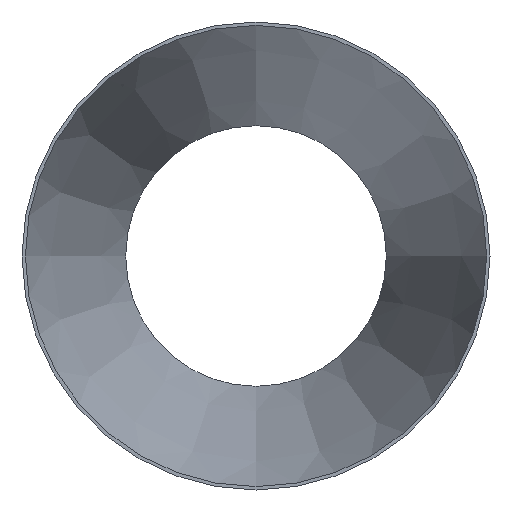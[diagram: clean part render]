
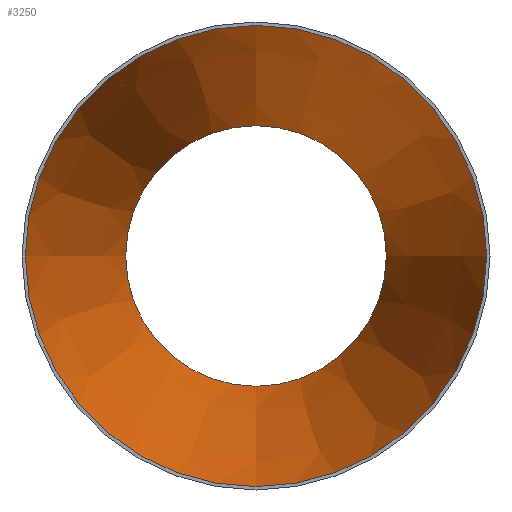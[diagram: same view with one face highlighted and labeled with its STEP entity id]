
A CAD part, front view. The second image highlights one B-rep face of the part: STEP entity #3250.
In plain terms, the highlighted conical face has half-angle 14.027 degrees and reference radius 350.446 mm.
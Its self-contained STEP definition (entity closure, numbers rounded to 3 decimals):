
#1502 = CARTESIAN_POINT ( 'NONE',  ( 0., 0., 0. ) ) ;
#1719 = DIRECTION ( 'NONE',  ( 0., -1., 0. ) ) ;
#3250 = ADVANCED_FACE ( 'NONE', ( #26726, #8147 ), #11489, .F. ) ;
#3257 = CARTESIAN_POINT ( 'NONE',  ( 0., 0., -350.446 ) ) ;
#5417 = EDGE_LOOP ( 'NONE', ( #20592 ) ) ;
#8147 = FACE_OUTER_BOUND ( 'NONE', #5417, .T. ) ;
#9005 = CIRCLE ( 'NONE', #27441, 350.446 ) ;
#9879 = VERTEX_POINT ( 'NONE', #15862 ) ;
#11489 = CONICAL_SURFACE ( 'NONE', #12144, 350.446, 0.245 ) ;
#12144 = AXIS2_PLACEMENT_3D ( 'NONE', #1502, #1719, #30020 ) ;
#13875 = EDGE_CURVE ( 'NONE', #28446, #28446, #9005, .T. ) ;
#14953 = EDGE_LOOP ( 'NONE', ( #38932 ) ) ;
#15285 = CARTESIAN_POINT ( 'NONE',  ( 0., 610., 0. ) ) ;
#15862 = CARTESIAN_POINT ( 'NONE',  ( 0., 610., -198.046 ) ) ;
#17361 = CIRCLE ( 'NONE', #26595, 198.046 ) ;
#20592 = ORIENTED_EDGE ( 'NONE', *, *, #13875, .T. ) ;
#23832 = DIRECTION ( 'NONE',  ( 0., 0., -1. ) ) ;
#26595 = AXIS2_PLACEMENT_3D ( 'NONE', #15285, #27671, #28082 ) ;
#26726 = FACE_BOUND ( 'NONE', #14953, .T. ) ;
#27441 = AXIS2_PLACEMENT_3D ( 'NONE', #37936, #36449, #23832 ) ;
#27671 = DIRECTION ( 'NONE',  ( 0., -1., 0. ) ) ;
#28082 = DIRECTION ( 'NONE',  ( 0., 0., -1. ) ) ;
#28446 = VERTEX_POINT ( 'NONE', #3257 ) ;
#30020 = DIRECTION ( 'NONE',  ( 0., 0., -1. ) ) ;
#30263 = EDGE_CURVE ( 'NONE', #9879, #9879, #17361, .T. ) ;
#36449 = DIRECTION ( 'NONE',  ( 0., -1., 0. ) ) ;
#37936 = CARTESIAN_POINT ( 'NONE',  ( 0., 0., 0. ) ) ;
#38932 = ORIENTED_EDGE ( 'NONE', *, *, #30263, .F. ) ;
